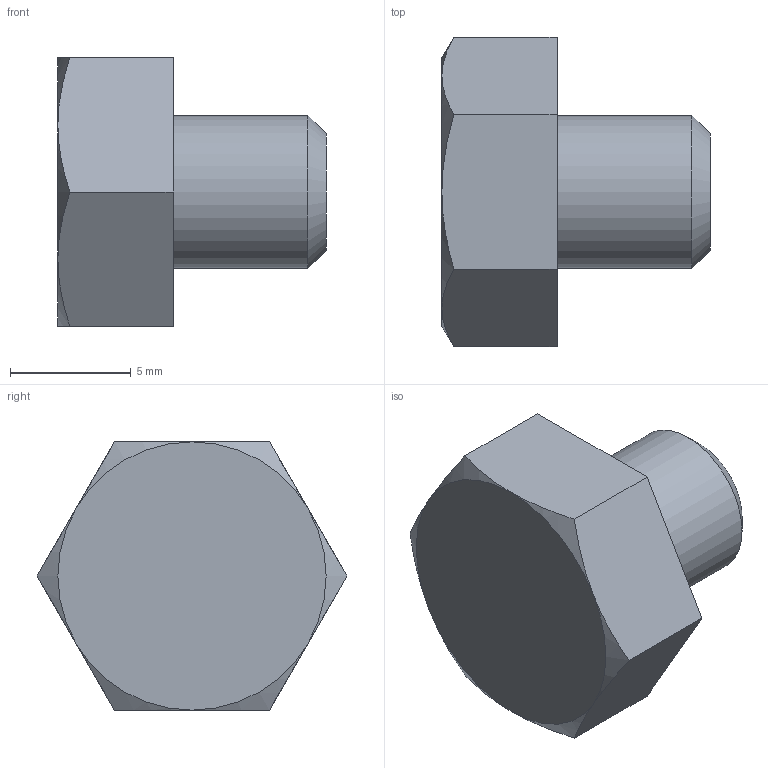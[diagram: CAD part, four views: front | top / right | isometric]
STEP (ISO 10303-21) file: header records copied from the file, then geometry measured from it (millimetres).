
FILE_DESCRIPTION(/* description */ (''),/* implementation_level */ '2;1');
FILE_NAME(/* name */ 'hex bolt_ai_HBOLT 0.2500-20x0.25x0.25-N.ipt.stp',/* time_stamp */ '2018-01-01T11:20:43-08:00',/* author */ ('PhillipD'),/* organization */ (''),/* preprocessor_version */ 'ST-DEVELOPER v16.13',/* originating_system */ 'Autodesk Inventor 2018',/* authorisation */ '');
FILE_SCHEMA (('AUTOMOTIVE_DESIGN { 1 0 10303 214 3 1 1 }'));
Length unit declared in the file: inch
Products named in the file (1): hex bolt_ai_HBOLT 0.2500-20x0.25x0.25-N
Bounding box: 11.13 x 12.85 x 11.13 mm (x, y, z)
Volume: 706.2 mm3; surface area: 510.5 mm2
Topology: 1 solids, 1 shells, 17 faces, 35 edges, 21 vertices
Faces by surface type: plane 9, cone 7, cylinder 1
Full cylindrical faces by diameter (mm): 6.35 x1
Entity records: 461 total; most frequent: CARTESIAN_POINT 96, ORIENTED_EDGE 66, DIRECTION 66, EDGE_CURVE 33, AXIS2_PLACEMENT_3D 27, VERTEX_POINT 21, EDGE_LOOP 20, FACE_OUTER_BOUND 17
